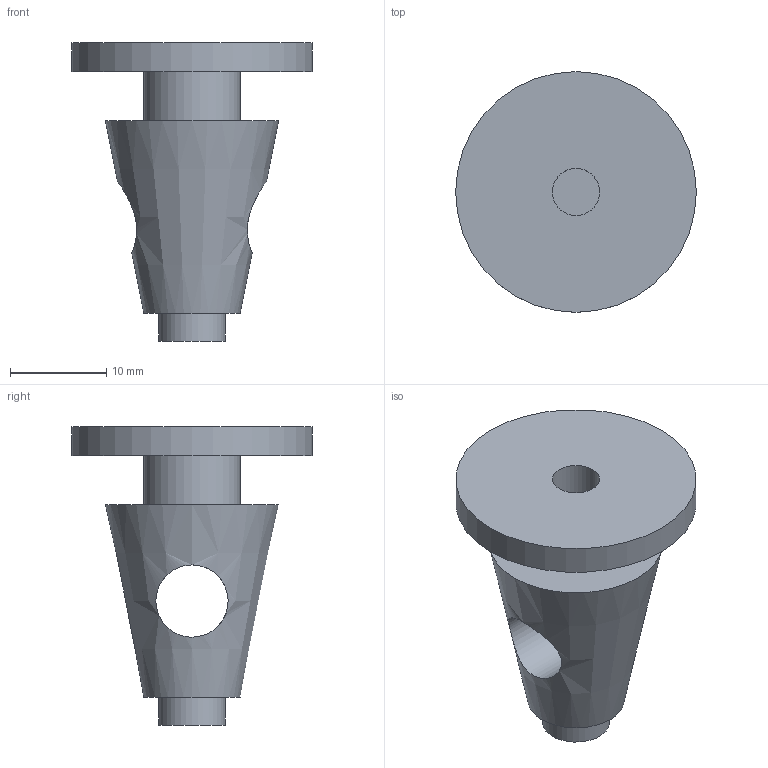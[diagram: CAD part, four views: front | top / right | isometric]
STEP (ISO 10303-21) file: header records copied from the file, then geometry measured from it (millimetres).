
FILE_DESCRIPTION(('STEP AP242'), '1');
FILE_NAME('êîíóñ', '', ('UNSPECIFIED'), ('UNSPECIFIED'), 'C3D Converter', 'C3D Toolkit', '');
FILE_SCHEMA(('AP242_MANAGED_MODEL_BASED_3D_ENGINEERING_MIM_LF { 1 0 10303 442 1 1 4 }'));
Length unit declared in the file: millimetre
Bounding box: 25 x 25 x 31 mm (x, y, z)
Volume: 4473.3 mm3; surface area: 2785.9 mm2
Topology: 1 solids, 1 shells, 12 faces, 21 edges, 14 vertices
Faces by surface type: plane 6, cylinder 5, cone 1
Full cylindrical faces by diameter (mm): 4.9 x1, 6.9 x1, 7.5 x1, 10 x1, 25 x1
Entity records: 621 total; most frequent: CARTESIAN_POINT 367, DIRECTION 46, ORIENTED_EDGE 28, EDGE_LOOP 24, AXIS2_PLACEMENT_3D 23, EDGE_CURVE 14, VERTEX_POINT 14, FACE_BOUND 13
